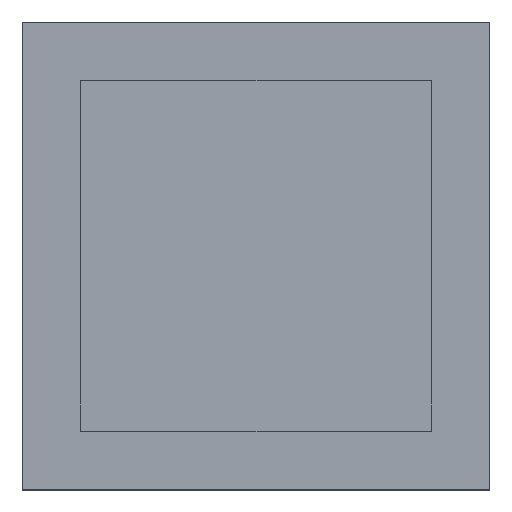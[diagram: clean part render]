
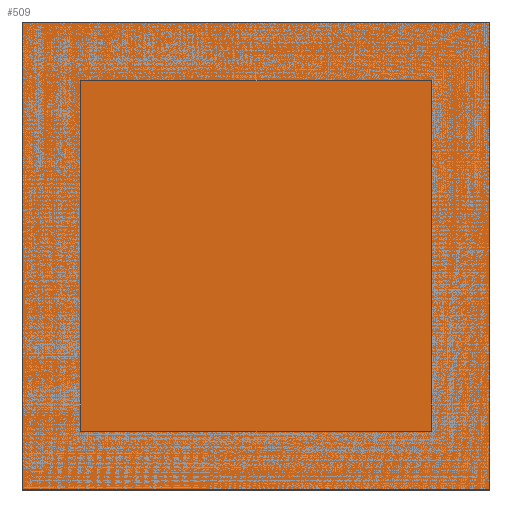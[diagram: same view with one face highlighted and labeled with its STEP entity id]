
A CAD part, top view. The second image highlights one B-rep face of the part: STEP entity #509.
In plain terms, the highlighted planar face has unit normal (0, 0, 1).
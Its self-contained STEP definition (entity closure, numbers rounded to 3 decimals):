
#12 = LINE ( 'NONE', #457, #433 ) ;
#25 = CARTESIAN_POINT ( 'NONE',  ( -12.7, 12.7, 0.635 ) ) ;
#56 = EDGE_CURVE ( 'NONE', #292, #349, #12, .T. ) ;
#62 = CARTESIAN_POINT ( 'NONE',  ( 12.7, -12.7, 0.635 ) ) ;
#71 = CARTESIAN_POINT ( 'NONE',  ( 12.7, -12.7, 0.635 ) ) ;
#76 = ORIENTED_EDGE ( 'NONE', *, *, #362, .T. ) ;
#86 = EDGE_LOOP ( 'NONE', ( #234, #76, #435, #520 ) ) ;
#92 = LINE ( 'NONE', #280, #405 ) ;
#109 = DIRECTION ( 'NONE',  ( 0., 1., 0. ) ) ;
#138 = VECTOR ( 'NONE', #492, 1000. ) ;
#148 = LINE ( 'NONE', #248, #138 ) ;
#169 = DIRECTION ( 'NONE',  ( 0., 0., 1. ) ) ;
#181 = VERTEX_POINT ( 'NONE', #62 ) ;
#202 = PLANE ( 'NONE',  #310 ) ;
#234 = ORIENTED_EDGE ( 'NONE', *, *, #56, .T. ) ;
#248 = CARTESIAN_POINT ( 'NONE',  ( 12.7, 12.7, 0.635 ) ) ;
#280 = CARTESIAN_POINT ( 'NONE',  ( 12.7, -12.7, 0.635 ) ) ;
#292 = VERTEX_POINT ( 'NONE', #25 ) ;
#310 = AXIS2_PLACEMENT_3D ( 'NONE', #412, #169, #450 ) ;
#315 = VECTOR ( 'NONE', #109, 1000. ) ;
#321 = LINE ( 'NONE', #71, #315 ) ;
#329 = EDGE_CURVE ( 'NONE', #181, #364, #321, .T. ) ;
#345 = FACE_OUTER_BOUND ( 'NONE', #86, .T. ) ;
#349 = VERTEX_POINT ( 'NONE', #429 ) ;
#360 = DIRECTION ( 'NONE',  ( 1., 0., 0. ) ) ;
#362 = EDGE_CURVE ( 'NONE', #349, #181, #92, .T. ) ;
#364 = VERTEX_POINT ( 'NONE', #434 ) ;
#405 = VECTOR ( 'NONE', #360, 1000. ) ;
#412 = CARTESIAN_POINT ( 'NONE',  ( 0., 0., 0.635 ) ) ;
#417 = DIRECTION ( 'NONE',  ( 0., -1., 0. ) ) ;
#429 = CARTESIAN_POINT ( 'NONE',  ( -12.7, -12.7, 0.635 ) ) ;
#433 = VECTOR ( 'NONE', #417, 1000. ) ;
#434 = CARTESIAN_POINT ( 'NONE',  ( 12.7, 12.7, 0.635 ) ) ;
#435 = ORIENTED_EDGE ( 'NONE', *, *, #329, .T. ) ;
#450 = DIRECTION ( 'NONE',  ( 1., 0., 0. ) ) ;
#457 = CARTESIAN_POINT ( 'NONE',  ( -12.7, -12.7, 0.635 ) ) ;
#484 = EDGE_CURVE ( 'NONE', #364, #292, #148, .T. ) ;
#492 = DIRECTION ( 'NONE',  ( -1., 0., 0. ) ) ;
#509 = ADVANCED_FACE ( 'NONE', ( #345 ), #202, .T. ) ;
#520 = ORIENTED_EDGE ( 'NONE', *, *, #484, .T. ) ;
